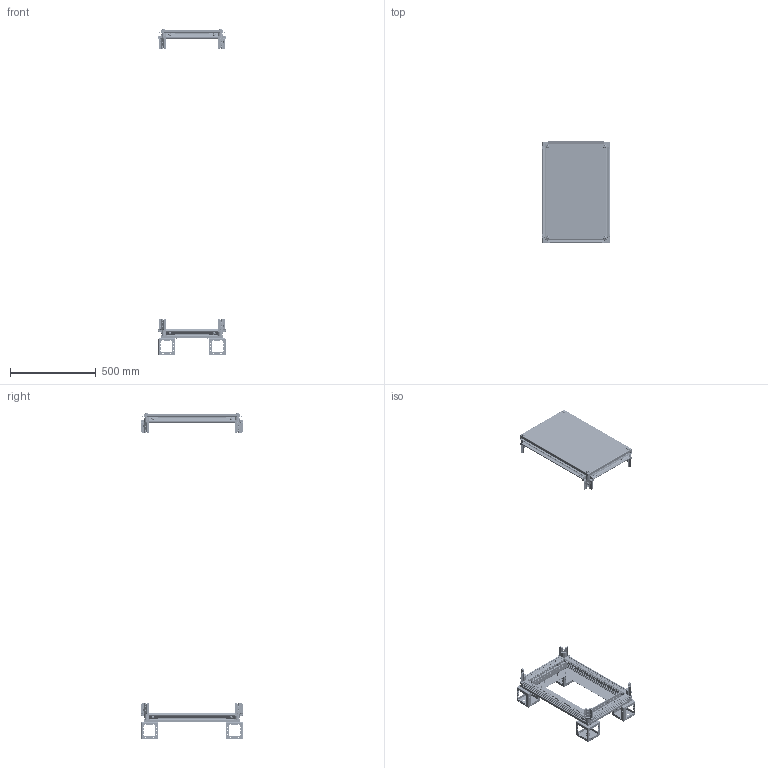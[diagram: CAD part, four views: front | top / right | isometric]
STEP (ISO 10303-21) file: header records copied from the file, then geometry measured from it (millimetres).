
FILE_DESCRIPTION(('CATIA V5 STEP Exchange'),'2;1');
FILE_NAME('EK6040KN.stp','2014-11-21T07:19:02+00:00',('none'),('none'),'CATIA Version 5 Release 20 SP 6 (IN-10)','CATIA V5 STEP AP203','none');
FILE_SCHEMA(('CONFIG_CONTROL_DESIGN'));
Products named in the file (6): Assieme_struttura_1800x0600x0400_IS2_estetico; Assieme_base_struttura_0600x0400_IS2_estetico; 852553_901_00_GIUNTO_TREVIE_IS2_ESTETICO_______________3PD; Assieme_fondo_0600x0400_IS2_estetico; Assieme_tetto_0600x0400_IS2_estetico; Assieme_binario_piastra_0400_IS2
Assembly tree (56 placements, depth 4):
  Assieme_struttura_1800x0600x0400_IS2_estetico
    Assieme_base_struttura_0600x0400_IS2_estetico  x2
      #66
      #24744
      852553_901_00_GIUNTO_TREVIE_IS2_ESTETICO_______________3PD
        #41014
        #43448
        #47223
      #49542
      #51592
    Assieme_fondo_0600x0400_IS2_estetico
      #52426
      #55947  x8
    Assieme_tetto_0600x0400_IS2_estetico
      #56296
      #59603  x4
    Assieme_binario_piastra_0400_IS2  x2
      #60330
      #64552
    #65484  x4
Bounding box: 394.4 x 594.4 x 1911.5 mm (x, y, z)
Volume: 3376119.1 mm3; surface area: 3097777 mm2
Topology: 103 solids, 103 shells, 10837 faces, 29266 edges, 18504 vertices
Faces by surface type: plane 5279, cylinder 3914, torus 984, cone 428, sphere 128, revolution 88, bspline 16
Entity records: 70729 total; most frequent: CARTESIAN_POINT 14369, ORIENTED_EDGE 12808, DIRECTION 9212, EDGE_CURVE 6404, VERTEX_POINT 4048, AXIS2_PLACEMENT_3D 3892, VECTOR 3801, LINE 3801
